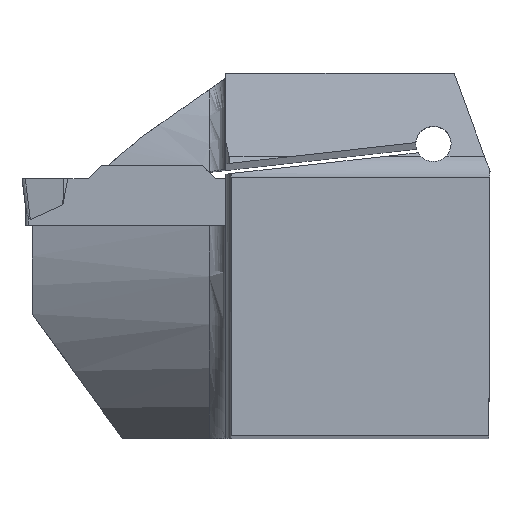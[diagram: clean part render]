
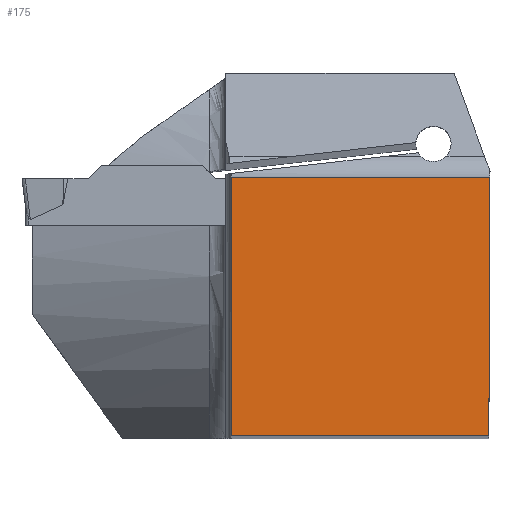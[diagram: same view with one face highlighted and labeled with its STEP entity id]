
A CAD part, top view. The second image highlights one B-rep face of the part: STEP entity #175.
In plain terms, the highlighted planar face has unit normal (0, 0, 1).
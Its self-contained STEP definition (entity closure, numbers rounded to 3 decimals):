
#121=PLANE('',#1461);
#175=ADVANCED_FACE('CU_BACK_SU1',(#253),#121,.F.);
#253=FACE_OUTER_BOUND('',#318,.T.);
#318=EDGE_LOOP('',(#564,#565,#566,#567));
#564=ORIENTED_EDGE('',*,*,#979,.T.);
#565=ORIENTED_EDGE('',*,*,#956,.T.);
#566=ORIENTED_EDGE('',*,*,#1014,.T.);
#567=ORIENTED_EDGE('',*,*,#1000,.F.);
#828=VERTEX_POINT('',#2050);
#829=VERTEX_POINT('',#2052);
#847=VERTEX_POINT('',#2112);
#858=VERTEX_POINT('',#2187);
#956=EDGE_CURVE('',#829,#828,#1116,.T.);
#979=EDGE_CURVE('',#847,#829,#1130,.T.);
#1000=EDGE_CURVE('',#847,#858,#1144,.T.);
#1014=EDGE_CURVE('',#828,#858,#1155,.T.);
#1116=LINE('',#2051,#1236);
#1130=LINE('',#2111,#1250);
#1144=LINE('',#2186,#1264);
#1155=LINE('',#2212,#1275);
#1236=VECTOR('',#1593,1.);
#1250=VECTOR('',#1631,1.);
#1264=VECTOR('',#1667,1.);
#1275=VECTOR('',#1696,1.);
#1461=AXIS2_PLACEMENT_3D('',#2213,#1697,#1698);
#1593=DIRECTION('',(0.004,1.,0.));
#1631=DIRECTION('',(1.,0.,0.));
#1667=DIRECTION('',(0.,1.,0.));
#1696=DIRECTION('',(-1.,0.,0.));
#1697=DIRECTION('',(0.,0.,-1.));
#1698=DIRECTION('',(0.,-1.,0.));
#2050=CARTESIAN_POINT('',(0.,24.875,0.));
#2051=CARTESIAN_POINT('',(0.088,44.976,0.));
#2052=CARTESIAN_POINT('',(-0.109,0.,0.));
#2111=CARTESIAN_POINT('',(23.244,0.,0.));
#2112=CARTESIAN_POINT('',(-24.875,0.,0.));
#2186=CARTESIAN_POINT('',(-24.875,44.875,0.));
#2187=CARTESIAN_POINT('',(-24.875,24.875,0.));
#2212=CARTESIAN_POINT('',(23.244,24.875,0.));
#2213=CARTESIAN_POINT('',(23.244,44.875,0.));
